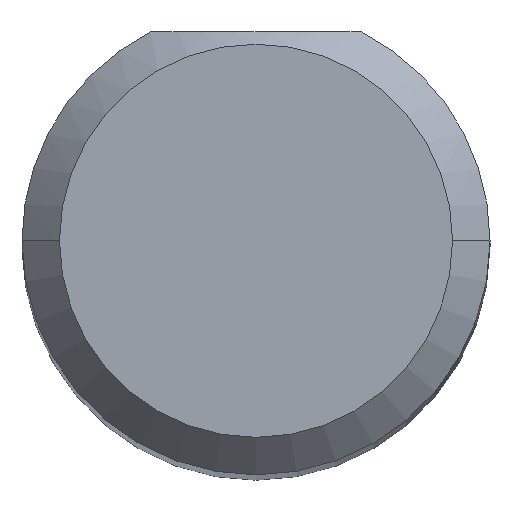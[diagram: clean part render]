
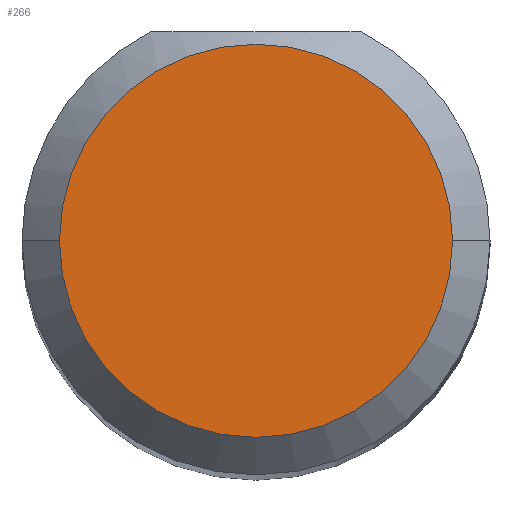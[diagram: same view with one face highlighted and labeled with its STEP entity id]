
A CAD part, top view. The second image highlights one B-rep face of the part: STEP entity #266.
In plain terms, the highlighted planar face has unit normal (0, 0, 1).
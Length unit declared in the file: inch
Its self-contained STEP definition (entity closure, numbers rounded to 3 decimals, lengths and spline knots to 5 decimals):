
#34 = EDGE_CURVE ( 'NONE', #619, #76, #184, .T. ) ;
#56 = CIRCLE ( 'NONE', #490, 0.07875 ) ;
#76 = VERTEX_POINT ( 'NONE', #297 ) ;
#107 = CARTESIAN_POINT ( 'NONE',  ( 0.375, 0., 2. ) ) ;
#134 = EDGE_LOOP ( 'NONE', ( #418, #721 ) ) ;
#180 = PLANE ( 'NONE',  #271 ) ;
#184 = CIRCLE ( 'NONE', #620, 0.07875 ) ;
#232 = DIRECTION ( 'NONE',  ( 0., 0., 1. ) ) ;
#241 = FACE_OUTER_BOUND ( 'NONE', #134, .T. ) ;
#266 = ADVANCED_FACE ( 'NONE', ( #241 ), #180, .T. ) ;
#271 = AXIS2_PLACEMENT_3D ( 'NONE', #370, #232, #720 ) ;
#274 = CARTESIAN_POINT ( 'NONE',  ( 0.29625, 0., 2. ) ) ;
#297 = CARTESIAN_POINT ( 'NONE',  ( 0.45375, 0., 2. ) ) ;
#370 = CARTESIAN_POINT ( 'NONE',  ( 0.375, 0., 2. ) ) ;
#415 = DIRECTION ( 'NONE',  ( -1., 0., 0. ) ) ;
#418 = ORIENTED_EDGE ( 'NONE', *, *, #729, .F. ) ;
#467 = DIRECTION ( 'NONE',  ( 0., 0., -1. ) ) ;
#483 = CARTESIAN_POINT ( 'NONE',  ( 0.375, 0., 2. ) ) ;
#490 = AXIS2_PLACEMENT_3D ( 'NONE', #107, #592, #541 ) ;
#541 = DIRECTION ( 'NONE',  ( -1., 0., 0. ) ) ;
#592 = DIRECTION ( 'NONE',  ( 0., 0., -1. ) ) ;
#619 = VERTEX_POINT ( 'NONE', #274 ) ;
#620 = AXIS2_PLACEMENT_3D ( 'NONE', #483, #467, #415 ) ;
#720 = DIRECTION ( 'NONE',  ( -1., 0., 0. ) ) ;
#721 = ORIENTED_EDGE ( 'NONE', *, *, #34, .F. ) ;
#729 = EDGE_CURVE ( 'NONE', #76, #619, #56, .T. ) ;
